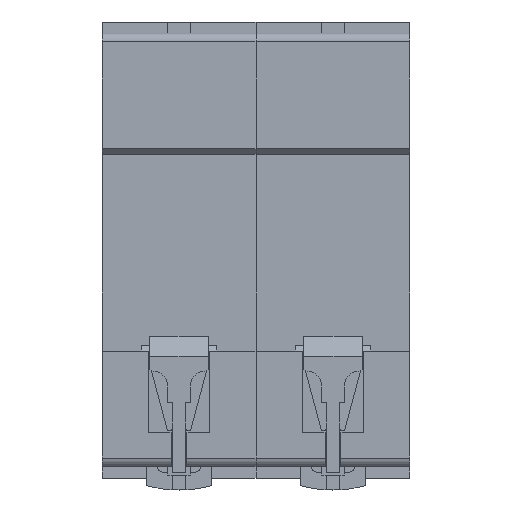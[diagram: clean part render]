
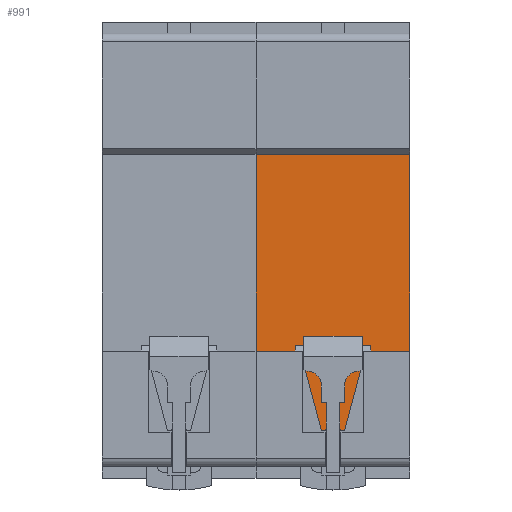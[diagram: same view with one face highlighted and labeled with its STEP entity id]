
A CAD part, top view. The second image highlights one B-rep face of the part: STEP entity #991.
In plain terms, the highlighted planar face has unit normal (0, 0, 1).
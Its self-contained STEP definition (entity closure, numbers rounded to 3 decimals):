
#181 = VECTOR ( 'NONE', #8836, 1000. ) ;
#510 = CARTESIAN_POINT ( 'NONE',  ( -13.5, -17.75, 27.5 ) ) ;
#708 = VECTOR ( 'NONE', #8077, 1000. ) ;
#883 = VERTEX_POINT ( 'NONE', #2523 ) ;
#991 = ADVANCED_FACE ( 'NONE', ( #8618 ), #4286, .T. ) ;
#1341 = DIRECTION ( 'NONE',  ( 1., 0., 0. ) ) ;
#1439 = LINE ( 'NONE', #8030, #5766 ) ;
#1686 = VERTEX_POINT ( 'NONE', #3888 ) ;
#1773 = CARTESIAN_POINT ( 'NONE',  ( 6.899, -38., 27.5 ) ) ;
#1779 = EDGE_CURVE ( 'NONE', #8338, #10094, #2900, .T. ) ;
#1892 = ORIENTED_EDGE ( 'NONE', *, *, #6863, .F. ) ;
#2523 = CARTESIAN_POINT ( 'NONE',  ( -13.5, 17.75, 27.5 ) ) ;
#2529 = EDGE_LOOP ( 'NONE', ( #8149, #7824, #1892, #8744, #6919, #7286, #9807, #8041 ) ) ;
#2726 = LINE ( 'NONE', #510, #6804 ) ;
#2786 = EDGE_CURVE ( 'NONE', #9757, #10094, #4523, .T. ) ;
#2789 = DIRECTION ( 'NONE',  ( -1., 0., 0. ) ) ;
#2900 = LINE ( 'NONE', #5582, #708 ) ;
#3126 = DIRECTION ( 'NONE',  ( 0., -1., 0. ) ) ;
#3286 = LINE ( 'NONE', #8315, #4928 ) ;
#3433 = VERTEX_POINT ( 'NONE', #8213 ) ;
#3599 = EDGE_CURVE ( 'NONE', #883, #9757, #8883, .T. ) ;
#3888 = CARTESIAN_POINT ( 'NONE',  ( 6.899, -17.75, 27.5 ) ) ;
#4144 = CARTESIAN_POINT ( 'NONE',  ( -13.5, -17.75, 27.5 ) ) ;
#4286 = PLANE ( 'NONE',  #10442 ) ;
#4523 = LINE ( 'NONE', #5559, #181 ) ;
#4614 = VERTEX_POINT ( 'NONE', #7956 ) ;
#4928 = VECTOR ( 'NONE', #9138, 1000. ) ;
#5113 = DIRECTION ( 'NONE',  ( 1., 0., 0. ) ) ;
#5351 = VERTEX_POINT ( 'NONE', #1773 ) ;
#5559 = CARTESIAN_POINT ( 'NONE',  ( -13.5, -17.75, 27.5 ) ) ;
#5582 = CARTESIAN_POINT ( 'NONE',  ( -6.899, -52.221, 27.5 ) ) ;
#5766 = VECTOR ( 'NONE', #3126, 1000. ) ;
#5907 = CARTESIAN_POINT ( 'NONE',  ( -13.5, -17.75, 27.5 ) ) ;
#6514 = LINE ( 'NONE', #8110, #10590 ) ;
#6725 = EDGE_CURVE ( 'NONE', #1686, #4614, #2726, .T. ) ;
#6804 = VECTOR ( 'NONE', #1341, 1000. ) ;
#6854 = CARTESIAN_POINT ( 'NONE',  ( -13.5, -38., 27.5 ) ) ;
#6863 = EDGE_CURVE ( 'NONE', #3433, #4614, #1439, .T. ) ;
#6919 = ORIENTED_EDGE ( 'NONE', *, *, #3599, .T. ) ;
#6925 = VECTOR ( 'NONE', #2789, 1000. ) ;
#6956 = VECTOR ( 'NONE', #9112, 1000. ) ;
#7286 = ORIENTED_EDGE ( 'NONE', *, *, #2786, .T. ) ;
#7824 = ORIENTED_EDGE ( 'NONE', *, *, #6725, .T. ) ;
#7956 = CARTESIAN_POINT ( 'NONE',  ( 13.5, -17.75, 27.5 ) ) ;
#8030 = CARTESIAN_POINT ( 'NONE',  ( 13.5, -17.75, 27.5 ) ) ;
#8041 = ORIENTED_EDGE ( 'NONE', *, *, #8055, .F. ) ;
#8055 = EDGE_CURVE ( 'NONE', #5351, #8338, #8850, .T. ) ;
#8077 = DIRECTION ( 'NONE',  ( 0., 1., 0. ) ) ;
#8110 = CARTESIAN_POINT ( 'NONE',  ( 6.899, -52.221, 27.5 ) ) ;
#8149 = ORIENTED_EDGE ( 'NONE', *, *, #8259, .T. ) ;
#8213 = CARTESIAN_POINT ( 'NONE',  ( 13.5, 17.75, 27.5 ) ) ;
#8259 = EDGE_CURVE ( 'NONE', #5351, #1686, #6514, .T. ) ;
#8315 = CARTESIAN_POINT ( 'NONE',  ( -13.5, 17.75, 27.5 ) ) ;
#8338 = VERTEX_POINT ( 'NONE', #8998 ) ;
#8527 = CARTESIAN_POINT ( 'NONE',  ( -6.899, -17.75, 27.5 ) ) ;
#8618 = FACE_OUTER_BOUND ( 'NONE', #2529, .T. ) ;
#8744 = ORIENTED_EDGE ( 'NONE', *, *, #10552, .F. ) ;
#8836 = DIRECTION ( 'NONE',  ( 1., 0., 0. ) ) ;
#8850 = LINE ( 'NONE', #6854, #6925 ) ;
#8883 = LINE ( 'NONE', #4144, #6956 ) ;
#8957 = DIRECTION ( 'NONE',  ( 0., 1., 0. ) ) ;
#8998 = CARTESIAN_POINT ( 'NONE',  ( -6.899, -38., 27.5 ) ) ;
#9069 = CARTESIAN_POINT ( 'NONE',  ( -13.5, -17.75, 27.5 ) ) ;
#9112 = DIRECTION ( 'NONE',  ( 0., -1., 0. ) ) ;
#9138 = DIRECTION ( 'NONE',  ( 1., 0., 0. ) ) ;
#9757 = VERTEX_POINT ( 'NONE', #9069 ) ;
#9807 = ORIENTED_EDGE ( 'NONE', *, *, #1779, .F. ) ;
#10006 = DIRECTION ( 'NONE',  ( 0., 0., 1. ) ) ;
#10094 = VERTEX_POINT ( 'NONE', #8527 ) ;
#10442 = AXIS2_PLACEMENT_3D ( 'NONE', #5907, #10006, #5113 ) ;
#10552 = EDGE_CURVE ( 'NONE', #883, #3433, #3286, .T. ) ;
#10590 = VECTOR ( 'NONE', #8957, 1000. ) ;
